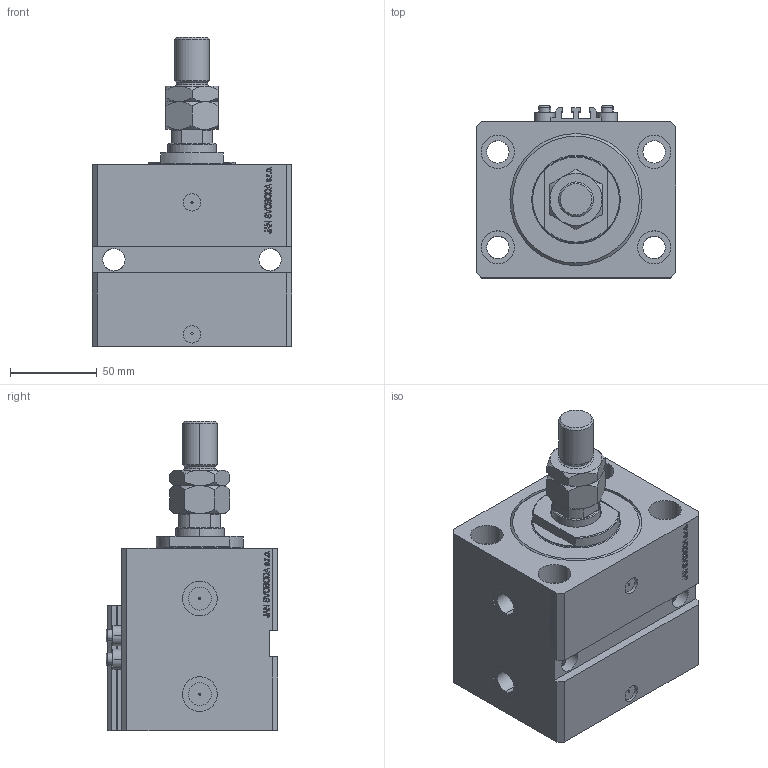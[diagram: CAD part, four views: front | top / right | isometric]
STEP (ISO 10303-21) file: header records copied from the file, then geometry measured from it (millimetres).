
FILE_DESCRIPTION (( 'STEP AP203' ), '1' );
FILE_NAME ('2fa2.STEP', '2023-10-07T19:48:57', ( '' ), ( '' ), 'SwSTEP 2.0', 'SolidWorks 2019', '' );
FILE_SCHEMA (( 'CONFIG_CONTROL_DESIGN' ));
Length unit declared in the file: millimetre
Products named in the file (6): ALLEN BOLT V250CE c3f413000032f2e5b4b84679205cc88e; 2fa2; V250CE_E_Body c3f413000032f2e5b4b84679205cc88e; V250CE_C_VCP c3f413000032f2e5b4b84679205cc88e; MTA c3f413000032f2e5b4b84679205cc88e; V250CE_VC_E c3f413000032f2e5b4b84679205cc88e
Assembly tree (8 placements, depth 2):
  2fa2
    V250CE_E_Body c3f413000032f2e5b4b84679205cc88e
    ALLEN BOLT V250CE c3f413000032f2e5b4b84679205cc88e  x4
    V250CE_C_VCP c3f413000032f2e5b4b84679205cc88e
    V250CE_VC_E c3f413000032f2e5b4b84679205cc88e
    MTA c3f413000032f2e5b4b84679205cc88e
Bounding box: 115 x 99 x 178 mm (x, y, z)
Volume: 978848.6 mm3; surface area: 160990.5 mm2
Topology: 9 solids, 9 shells, 1172 faces, 2916 edges, 1885 vertices
Faces by surface type: plane 562, bspline 368, cylinder 142, cone 84, torus 16
Entity records: 50801 total; most frequent: CARTESIAN_POINT 26255, ORIENTED_EDGE 5522, DIRECTION 3679, EDGE_CURVE 2761, VERTEX_POINT 1801, LINE 1645, VECTOR 1645, EDGE_LOOP 1242
